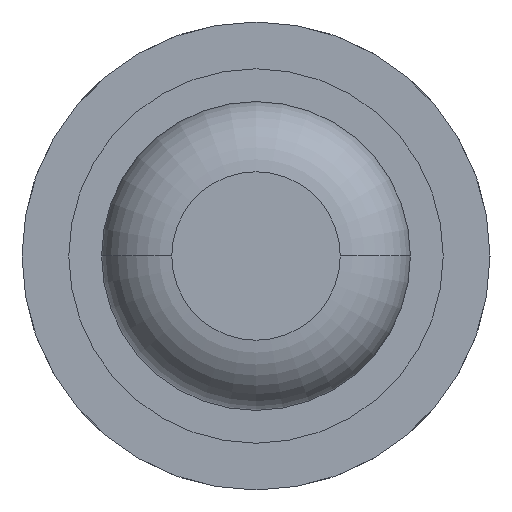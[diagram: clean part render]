
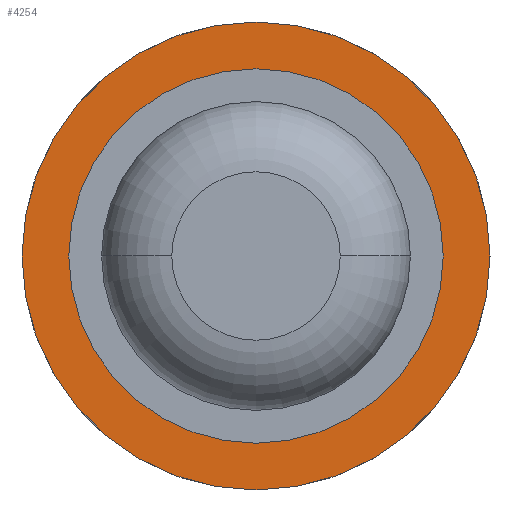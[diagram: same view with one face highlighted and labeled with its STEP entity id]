
A CAD part, front view. The second image highlights one B-rep face of the part: STEP entity #4254.
In plain terms, the highlighted planar face has unit normal (0, -1, 0).
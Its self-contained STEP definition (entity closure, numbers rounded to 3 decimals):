
#52 = PLANE ( 'NONE',  #5125 ) ;
#332 = DIRECTION ( 'NONE',  ( 0., 0., -1. ) ) ;
#534 = DIRECTION ( 'NONE',  ( 0., 0., -1. ) ) ;
#569 = CIRCLE ( 'NONE', #3028, 0.5 ) ;
#847 = CARTESIAN_POINT ( 'NONE',  ( 0., 5.3, 0. ) ) ;
#906 = DIRECTION ( 'NONE',  ( 0., 0., -1. ) ) ;
#1170 = DIRECTION ( 'NONE',  ( 0., -1., 0. ) ) ;
#1279 = DIRECTION ( 'NONE',  ( 0., 0., -1. ) ) ;
#1316 = CARTESIAN_POINT ( 'NONE',  ( 0.5, 5.3, 0. ) ) ;
#1321 = DIRECTION ( 'NONE',  ( 0., -1., 0. ) ) ;
#1342 = ORIENTED_EDGE ( 'NONE', *, *, #1784, .F. ) ;
#1350 = CIRCLE ( 'NONE', #3272, 0.5 ) ;
#1685 = CIRCLE ( 'NONE', #3910, 1.25 ) ;
#1735 = VERTEX_POINT ( 'NONE', #4179 ) ;
#1784 = EDGE_CURVE ( 'Defeature ausgef�hrt1_17+Defeature ausgef�hrt1_16+Defeature ausgef�hrt1_16+Defeature ausgef�hrt1_16', #1735, #3972, #1350, .T. ) ;
#1979 = ORIENTED_EDGE ( 'NONE', *, *, #4409, .T. ) ;
#2332 = VERTEX_POINT ( 'NONE', #2744 ) ;
#2368 = CARTESIAN_POINT ( 'NONE',  ( 0., 5.3, 0. ) ) ;
#2431 = EDGE_LOOP ( 'NONE', ( #2473, #1979 ) ) ;
#2473 = ORIENTED_EDGE ( 'NONE', *, *, #5239, .T. ) ;
#2744 = CARTESIAN_POINT ( 'NONE',  ( 0., 5.3, 1.25 ) ) ;
#2835 = AXIS2_PLACEMENT_3D ( 'NONE', #4233, #1321, #3008 ) ;
#2918 = DIRECTION ( 'NONE',  ( 0., -1., 0. ) ) ;
#2961 = EDGE_LOOP ( 'NONE', ( #4891, #1342 ) ) ;
#3008 = DIRECTION ( 'NONE',  ( 0., 0., -1. ) ) ;
#3028 = AXIS2_PLACEMENT_3D ( 'NONE', #2368, #1170, #332 ) ;
#3272 = AXIS2_PLACEMENT_3D ( 'NONE', #3848, #4224, #534 ) ;
#3333 = EDGE_CURVE ( 'Defeature ausgef�hrt1_17+Defeature ausgef�hrt1_16+Defeature ausgef�hrt1_16+Defeature ausgef�hrt1_16', #3972, #1735, #569, .T. ) ;
#3374 = CARTESIAN_POINT ( 'NONE',  ( 0., 5.3, -1.25 ) ) ;
#3479 = CARTESIAN_POINT ( 'NONE',  ( 0., 5.3, -0.5 ) ) ;
#3759 = FACE_OUTER_BOUND ( 'NONE', #2431, .T. ) ;
#3848 = CARTESIAN_POINT ( 'NONE',  ( 0., 5.3, 0. ) ) ;
#3910 = AXIS2_PLACEMENT_3D ( 'NONE', #847, #2918, #906 ) ;
#3945 = FACE_BOUND ( 'NONE', #2961, .T. ) ;
#3972 = VERTEX_POINT ( 'NONE', #3479 ) ;
#4179 = CARTESIAN_POINT ( 'NONE',  ( 0., 5.3, 0.5 ) ) ;
#4190 = DIRECTION ( 'NONE',  ( 0., -1., 0. ) ) ;
#4224 = DIRECTION ( 'NONE',  ( 0., -1., 0. ) ) ;
#4233 = CARTESIAN_POINT ( 'NONE',  ( 0., 5.3, 0. ) ) ;
#4254 = ADVANCED_FACE ( 'Defeature ausgef�hrt1_16', ( #3759, #3945 ), #52, .T. ) ;
#4409 = EDGE_CURVE ( 'Defeature ausgef�hrt1_16+Defeature ausgef�hrt1_15+Defeature ausgef�hrt1_15+Defeature ausgef�hrt1_15', #2332, #4981, #1685, .T. ) ;
#4839 = CIRCLE ( 'NONE', #2835, 1.25 ) ;
#4891 = ORIENTED_EDGE ( 'NONE', *, *, #3333, .F. ) ;
#4981 = VERTEX_POINT ( 'NONE', #3374 ) ;
#5125 = AXIS2_PLACEMENT_3D ( 'NONE', #1316, #4190, #1279 ) ;
#5239 = EDGE_CURVE ( 'Defeature ausgef�hrt1_16+Defeature ausgef�hrt1_15+Defeature ausgef�hrt1_15+Defeature ausgef�hrt1_15', #4981, #2332, #4839, .T. ) ;
